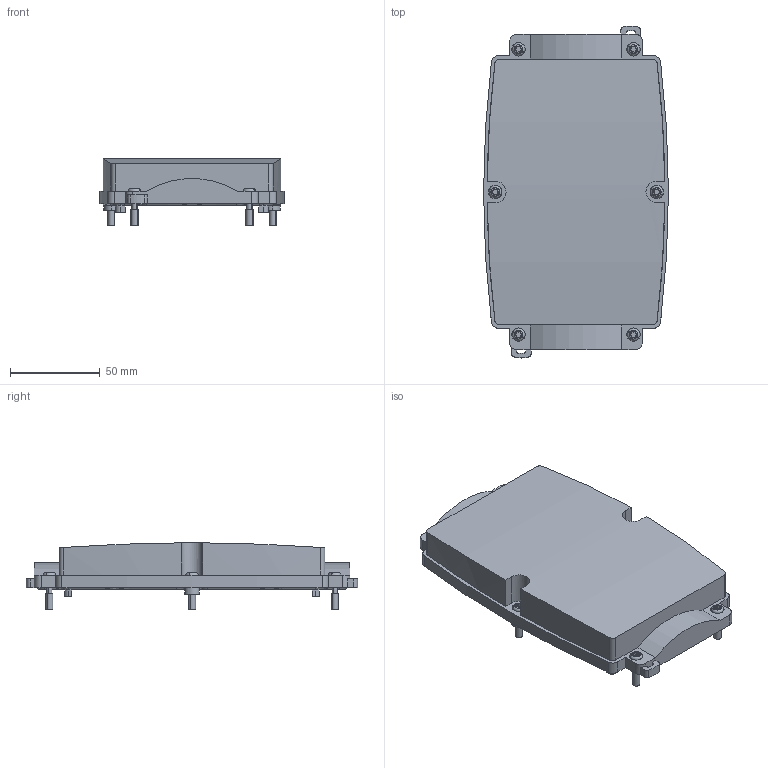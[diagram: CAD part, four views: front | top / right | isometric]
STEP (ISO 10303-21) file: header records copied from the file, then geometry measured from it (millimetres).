
FILE_DESCRIPTION(('CATIA V5 STEP Exchange','CAx-IF Rec.Pracs.--- Model Styling and Organization---1.4--- 2014-01-23'),'2;1');
FILE_NAME ('005448-6_0', '2024-02-16T09:24:48+00:00', ('none'), ('Weidmueller'), 'CATIA Version 5-6 Release 2016 SP3 HF44', 'CATIA V5 STEP AP214', 'none');
FILE_SCHEMA(('AUTOMOTIVE_DESIGN { 1 0 10303 214 1 1 1 1 }'));
Length unit declared in the file: millimetre
Products named in the file (1): 1068890000
Bounding box: 103 x 185 x 37 mm (x, y, z)
Volume: 117147.2 mm3; surface area: 82561.4 mm2
Topology: 8 solids, 8 shells, 1072 faces, 2774 edges, 1692 vertices
Faces by surface type: cylinder 434, plane 418, torus 122, cone 50, bspline 36, sphere 12
Entity records: 35588 total; most frequent: CARTESIAN_POINT 12207, ORIENTED_EDGE 5484, DIRECTION 3674, EDGE_CURVE 2742, VERTEX_POINT 1692, AXIS2_PLACEMENT_3D 1629, VECTOR 1350, LINE 1350
